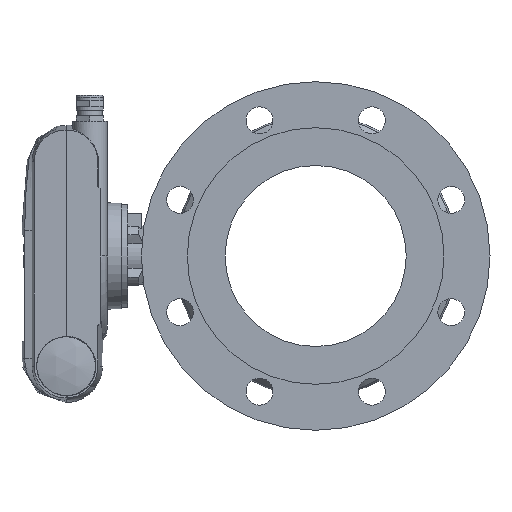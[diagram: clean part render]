
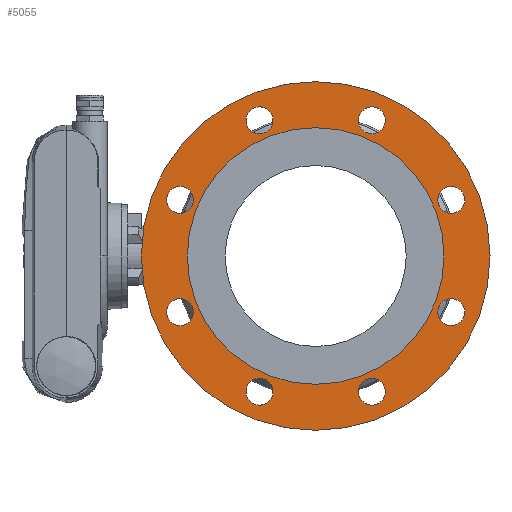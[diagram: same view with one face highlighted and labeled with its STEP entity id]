
A CAD part, left-side view. The second image highlights one B-rep face of the part: STEP entity #5055.
In plain terms, the highlighted planar face has unit normal (-1, 0, 0).
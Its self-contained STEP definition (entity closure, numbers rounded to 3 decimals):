
#42 = CIRCLE ( 'NONE', #5402, 142.5 ) ;
#57 = CIRCLE ( 'NONE', #5409, 11. ) ;
#58 = CIRCLE ( 'NONE', #5411, 11. ) ;
#61 = CIRCLE ( 'NONE', #5414, 11. ) ;
#72 = CIRCLE ( 'NONE', #5417, 11. ) ;
#76 = CIRCLE ( 'NONE', #5413, 11. ) ;
#85 = CIRCLE ( 'NONE', #5424, 11. ) ;
#96 = CIRCLE ( 'NONE', #5426, 11. ) ;
#105 = CIRCLE ( 'NONE', #5430, 11. ) ;
#1377 = CARTESIAN_POINT ( 'NONE',  ( -139.805, -147.017, -10.543 ) ) ;
#1379 = DIRECTION ( 'NONE',  ( 1., 0., 0. ) ) ;
#1380 = DIRECTION ( 'NONE',  ( 0., 0., -1. ) ) ;
#2007 = CARTESIAN_POINT ( 'NONE',  ( -139.805, -147.017, -10.543 ) ) ;
#2008 = DIRECTION ( 'NONE',  ( 1., 0., 0. ) ) ;
#2009 = DIRECTION ( 'NONE',  ( 0., 0., -1. ) ) ;
#2015 = CARTESIAN_POINT ( 'NONE',  ( -139.805, -192.939, 100.323 ) ) ;
#2078 = CARTESIAN_POINT ( 'NONE',  ( -139.805, -101.095, 100.323 ) ) ;
#2094 = DIRECTION ( 'NONE',  ( -1., 0., 0. ) ) ;
#2096 = DIRECTION ( 'NONE',  ( 0., 0., 1. ) ) ;
#2098 = DIRECTION ( 'NONE',  ( -1., 0., 0. ) ) ;
#2099 = DIRECTION ( 'NONE',  ( 0., 0., 1. ) ) ;
#2100 = CARTESIAN_POINT ( 'NONE',  ( -139.805, -36.151, 35.379 ) ) ;
#2108 = DIRECTION ( 'NONE',  ( -1., 0., 0. ) ) ;
#2109 = DIRECTION ( 'NONE',  ( 0., 0., 1. ) ) ;
#2135 = CARTESIAN_POINT ( 'NONE',  ( -139.805, -257.882, 35.379 ) ) ;
#2142 = DIRECTION ( 'NONE',  ( -1., 0., 0. ) ) ;
#2143 = DIRECTION ( 'NONE',  ( 0., 0., 1. ) ) ;
#2147 = CARTESIAN_POINT ( 'NONE',  ( -139.805, -257.882, -56.465 ) ) ;
#2153 = DIRECTION ( 'NONE',  ( -1., 0., 0. ) ) ;
#2154 = DIRECTION ( 'NONE',  ( 0., 0., 1. ) ) ;
#2163 = CARTESIAN_POINT ( 'NONE',  ( -139.805, -192.939, -121.408 ) ) ;
#2169 = DIRECTION ( 'NONE',  ( -1., 0., 0. ) ) ;
#2170 = DIRECTION ( 'NONE',  ( 0., 0., 1. ) ) ;
#2185 = CARTESIAN_POINT ( 'NONE',  ( -139.805, -101.095, -121.408 ) ) ;
#2187 = DIRECTION ( 'NONE',  ( -1., 0., 0. ) ) ;
#2188 = DIRECTION ( 'NONE',  ( 0., 0., 1. ) ) ;
#2209 = CARTESIAN_POINT ( 'NONE',  ( -139.805, -36.151, -56.465 ) ) ;
#2210 = DIRECTION ( 'NONE',  ( -1., 0., 0. ) ) ;
#2211 = DIRECTION ( 'NONE',  ( 0., 0., 1. ) ) ;
#4128 = EDGE_LOOP ( 'NONE', ( #12936 ) ) ;
#4129 = EDGE_LOOP ( 'NONE', ( #12935 ) ) ;
#4130 = EDGE_LOOP ( 'NONE', ( #12934 ) ) ;
#4131 = EDGE_LOOP ( 'NONE', ( #12933 ) ) ;
#4132 = EDGE_LOOP ( 'NONE', ( #12932 ) ) ;
#4133 = EDGE_LOOP ( 'NONE', ( #12931 ) ) ;
#4134 = EDGE_LOOP ( 'NONE', ( #12930 ) ) ;
#4135 = EDGE_LOOP ( 'NONE', ( #12929 ) ) ;
#4136 = EDGE_LOOP ( 'NONE', ( #12928 ) ) ;
#4149 = EDGE_LOOP ( 'NONE', ( #12927 ) ) ;
#5055 = ADVANCED_FACE ( 'NONE', ( #13964, #13970, #13972, #13974, #13968, #13963, #13971, #13973, #13975, #13969 ), #5851, .T. ) ;
#5367 = AXIS2_PLACEMENT_3D ( 'NONE', #1377, #1379, #1380 ) ;
#5402 = AXIS2_PLACEMENT_3D ( 'NONE', #2007, #2008, #2009 ) ;
#5409 = AXIS2_PLACEMENT_3D ( 'NONE', #2015, #2094, #2096 ) ;
#5411 = AXIS2_PLACEMENT_3D ( 'NONE', #2078, #2098, #2099 ) ;
#5413 = AXIS2_PLACEMENT_3D ( 'NONE', #2147, #2153, #2154 ) ;
#5414 = AXIS2_PLACEMENT_3D ( 'NONE', #2100, #2108, #2109 ) ;
#5417 = AXIS2_PLACEMENT_3D ( 'NONE', #2135, #2142, #2143 ) ;
#5424 = AXIS2_PLACEMENT_3D ( 'NONE', #2163, #2169, #2170 ) ;
#5426 = AXIS2_PLACEMENT_3D ( 'NONE', #2185, #2187, #2188 ) ;
#5430 = AXIS2_PLACEMENT_3D ( 'NONE', #2209, #2210, #2211 ) ;
#5851 = PLANE ( 'NONE',  #11442 ) ;
#5858 = CARTESIAN_POINT ( 'NONE',  ( -139.805, -147.017, -10.543 ) ) ;
#5863 = DIRECTION ( 'NONE',  ( -1., 0., 0. ) ) ;
#5864 = DIRECTION ( 'NONE',  ( 0., 0., -1. ) ) ;
#9257 = EDGE_CURVE ( 'NONE', #11729, #11729, #14464, .T. ) ;
#9538 = EDGE_CURVE ( 'NONE', #11761, #11761, #42, .T. ) ;
#9559 = EDGE_CURVE ( 'NONE', #11763, #11763, #57, .T. ) ;
#9561 = EDGE_CURVE ( 'NONE', #11765, #11765, #58, .T. ) ;
#9566 = EDGE_CURVE ( 'NONE', #11769, #11769, #61, .T. ) ;
#9587 = EDGE_CURVE ( 'NONE', #11773, #11773, #72, .T. ) ;
#9594 = EDGE_CURVE ( 'NONE', #11777, #11777, #76, .T. ) ;
#9606 = EDGE_CURVE ( 'NONE', #11781, #11781, #85, .T. ) ;
#9621 = EDGE_CURVE ( 'NONE', #11785, #11785, #96, .T. ) ;
#9633 = EDGE_CURVE ( 'NONE', #11787, #11787, #105, .T. ) ;
#11442 = AXIS2_PLACEMENT_3D ( 'NONE', #5858, #5863, #5864 ) ;
#11729 = VERTEX_POINT ( 'NONE', #11730 ) ;
#11730 = CARTESIAN_POINT ( 'NONE',  ( -139.805, -147.017, -115.443 ) ) ;
#11761 = VERTEX_POINT ( 'NONE', #11762 ) ;
#11762 = CARTESIAN_POINT ( 'NONE',  ( -139.805, -147.017, -153.043 ) ) ;
#11763 = VERTEX_POINT ( 'NONE', #11764 ) ;
#11764 = CARTESIAN_POINT ( 'NONE',  ( -139.805, -192.939, 111.323 ) ) ;
#11765 = VERTEX_POINT ( 'NONE', #11766 ) ;
#11766 = CARTESIAN_POINT ( 'NONE',  ( -139.805, -101.095, 111.323 ) ) ;
#11769 = VERTEX_POINT ( 'NONE', #11770 ) ;
#11770 = CARTESIAN_POINT ( 'NONE',  ( -139.805, -36.151, 46.379 ) ) ;
#11773 = VERTEX_POINT ( 'NONE', #11774 ) ;
#11774 = CARTESIAN_POINT ( 'NONE',  ( -139.805, -257.882, 46.379 ) ) ;
#11777 = VERTEX_POINT ( 'NONE', #11778 ) ;
#11778 = CARTESIAN_POINT ( 'NONE',  ( -139.805, -257.882, -45.465 ) ) ;
#11781 = VERTEX_POINT ( 'NONE', #11782 ) ;
#11782 = CARTESIAN_POINT ( 'NONE',  ( -139.805, -192.939, -110.408 ) ) ;
#11785 = VERTEX_POINT ( 'NONE', #11786 ) ;
#11786 = CARTESIAN_POINT ( 'NONE',  ( -139.805, -101.095, -110.408 ) ) ;
#11787 = VERTEX_POINT ( 'NONE', #11788 ) ;
#11788 = CARTESIAN_POINT ( 'NONE',  ( -139.805, -36.151, -45.465 ) ) ;
#12927 = ORIENTED_EDGE ( 'NONE', *, *, #9566, .F. ) ;
#12928 = ORIENTED_EDGE ( 'NONE', *, *, #9561, .F. ) ;
#12929 = ORIENTED_EDGE ( 'NONE', *, *, #9559, .F. ) ;
#12930 = ORIENTED_EDGE ( 'NONE', *, *, #9587, .F. ) ;
#12931 = ORIENTED_EDGE ( 'NONE', *, *, #9594, .F. ) ;
#12932 = ORIENTED_EDGE ( 'NONE', *, *, #9606, .F. ) ;
#12933 = ORIENTED_EDGE ( 'NONE', *, *, #9621, .F. ) ;
#12934 = ORIENTED_EDGE ( 'NONE', *, *, #9633, .F. ) ;
#12935 = ORIENTED_EDGE ( 'NONE', *, *, #9538, .F. ) ;
#12936 = ORIENTED_EDGE ( 'NONE', *, *, #9257, .T. ) ;
#13963 = FACE_BOUND ( 'NONE', #4132, .T. ) ;
#13964 = FACE_BOUND ( 'NONE', #4149, .T. ) ;
#13968 = FACE_BOUND ( 'NONE', #4133, .T. ) ;
#13969 = FACE_BOUND ( 'NONE', #4128, .T. ) ;
#13970 = FACE_BOUND ( 'NONE', #4136, .T. ) ;
#13971 = FACE_BOUND ( 'NONE', #4131, .T. ) ;
#13972 = FACE_BOUND ( 'NONE', #4135, .T. ) ;
#13973 = FACE_BOUND ( 'NONE', #4130, .T. ) ;
#13974 = FACE_BOUND ( 'NONE', #4134, .T. ) ;
#13975 = FACE_OUTER_BOUND ( 'NONE', #4129, .T. ) ;
#14464 = CIRCLE ( 'NONE', #5367, 104.9 ) ;
